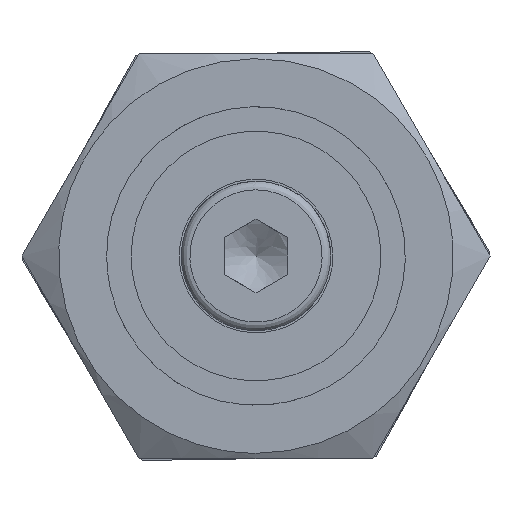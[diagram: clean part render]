
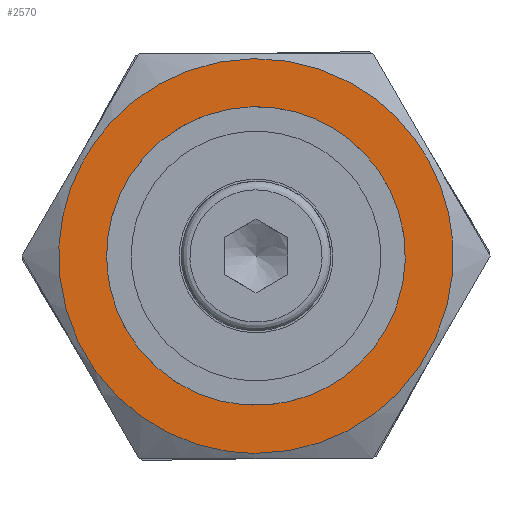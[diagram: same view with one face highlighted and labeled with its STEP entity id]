
A CAD part, front view. The second image highlights one B-rep face of the part: STEP entity #2570.
In plain terms, the highlighted free-form (B-spline) face has degree [1, 1] with [2, 2] control points.
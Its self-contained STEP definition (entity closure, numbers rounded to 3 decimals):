
#2350 = VERTEX_POINT('',#2351);
#2351 = CARTESIAN_POINT('',(0.,35.484,
    -7.79));
#2356 = EDGE_CURVE('',#2350,#2350,#2357,.T.);
#2357 = ( BOUNDED_CURVE() B_SPLINE_CURVE(2,(#2358,#2359,#2360,#2361,
#2362,#2363,#2364),.UNSPECIFIED.,.T.,.F.) B_SPLINE_CURVE_WITH_KNOTS((3,2
    ,2,3),(3.142,5.236,7.33,9.425),
.PIECEWISE_BEZIER_KNOTS.) CURVE() GEOMETRIC_REPRESENTATION_ITEM() 
RATIONAL_B_SPLINE_CURVE((1.,0.5,1.,0.5,1.,0.5,1.)) REPRESENTATION_ITEM(
  '') );
#2358 = CARTESIAN_POINT('',(0.,35.484,
    -7.79));
#2359 = CARTESIAN_POINT('',(13.493,35.484,
    -7.79));
#2360 = CARTESIAN_POINT('',(6.746,35.484,
    3.895));
#2361 = CARTESIAN_POINT('',(0.,35.484,
    15.58));
#2362 = CARTESIAN_POINT('',(-6.746,35.484,
    3.895));
#2363 = CARTESIAN_POINT('',(-13.493,35.484,
    -7.79));
#2364 = CARTESIAN_POINT('',(0.,35.484,
    -7.79));
#2462 = VERTEX_POINT('',#2463);
#2463 = CARTESIAN_POINT('',(-4.983,35.484,
    0.));
#2481 = EDGE_CURVE('',#2462,#2462,#2482,.T.);
#2482 = ( BOUNDED_CURVE() B_SPLINE_CURVE(2,(#2483,#2484,#2485,#2486,
#2487,#2488,#2489),.UNSPECIFIED.,.T.,.F.) B_SPLINE_CURVE_WITH_KNOTS((3,2
    ,2,3),(3.142,5.236,7.33,9.425),
.PIECEWISE_BEZIER_KNOTS.) CURVE() GEOMETRIC_REPRESENTATION_ITEM() 
RATIONAL_B_SPLINE_CURVE((1.,0.5,1.,0.5,1.,0.5,1.)) REPRESENTATION_ITEM(
  '') );
#2483 = CARTESIAN_POINT('',(-4.983,35.484,
    0.));
#2484 = CARTESIAN_POINT('',(-4.983,35.484,
    8.632));
#2485 = CARTESIAN_POINT('',(2.492,35.484,
    4.316));
#2486 = CARTESIAN_POINT('',(9.967,35.484,
    0.));
#2487 = CARTESIAN_POINT('',(2.492,35.484,
    -4.316));
#2488 = CARTESIAN_POINT('',(-4.983,35.484,
    -8.632));
#2489 = CARTESIAN_POINT('',(-4.983,35.484,
    0.));
#2570 = ADVANCED_FACE('',(#2571,#2574),#2577,.T.);
#2571 = FACE_BOUND('',#2572,.T.);
#2572 = EDGE_LOOP('',(#2573));
#2573 = ORIENTED_EDGE('',*,*,#2356,.T.);
#2574 = FACE_BOUND('',#2575,.T.);
#2575 = EDGE_LOOP('',(#2576));
#2576 = ORIENTED_EDGE('',*,*,#2481,.T.);
#2577 = B_SPLINE_SURFACE_WITH_KNOTS('',1,1,(
    (#2578,#2579)
    ,(#2580,#2581
    )),.UNSPECIFIED.,.F.,.F.,.F.,(2,2),(2,2),(-9.25,9.25),(-9.25,9.25),
  .PIECEWISE_BEZIER_KNOTS.);
#2578 = CARTESIAN_POINT('',(-7.79,35.484,
    -7.79));
#2579 = CARTESIAN_POINT('',(-7.79,35.484,
    7.79));
#2580 = CARTESIAN_POINT('',(7.79,35.484,
    -7.79));
#2581 = CARTESIAN_POINT('',(7.79,35.484,
    7.79));
